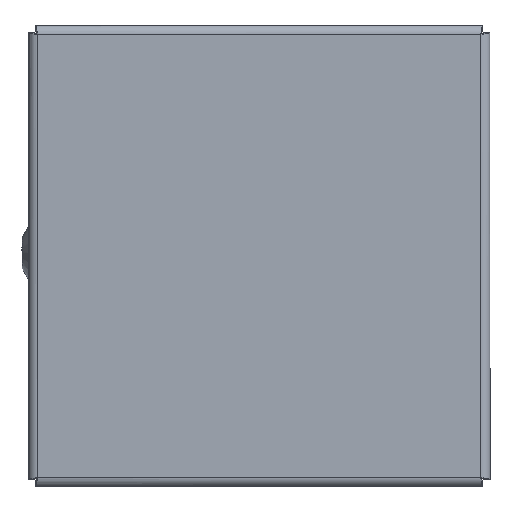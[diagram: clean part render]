
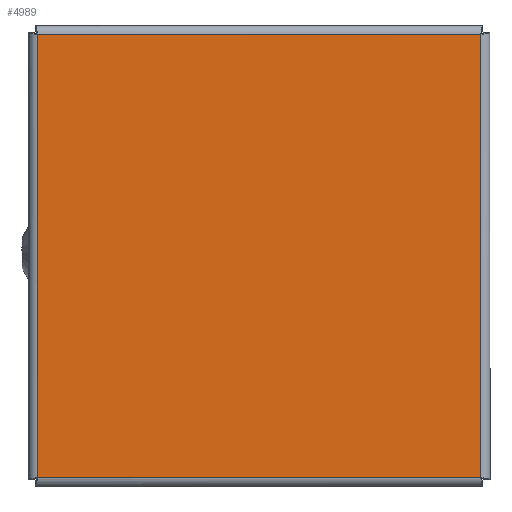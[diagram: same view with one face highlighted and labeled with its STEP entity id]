
A CAD part, left-side view. The second image highlights one B-rep face of the part: STEP entity #4989.
In plain terms, the highlighted face is planar.
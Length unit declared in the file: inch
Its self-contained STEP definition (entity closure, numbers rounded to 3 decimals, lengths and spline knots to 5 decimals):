
#307=PLANE($,#5286);
#712=FACE_OUTER_BOUND($,#1012,.T.);
#1012=EDGE_LOOP($,(#4168,#4169,#4170,#4171));
#1596=LINE($,#8897,#1995);
#1612=LINE($,#8999,#2011);
#1627=LINE($,#9099,#2026);
#1642=LINE($,#9198,#2041);
#1995=VECTOR($,#6116,4.4385);
#2011=VECTOR($,#6146,4.4385);
#2026=VECTOR($,#6175,4.4385);
#2041=VECTOR($,#6204,4.4385);
#2349=VERTEX_POINT($,#8888);
#2350=VERTEX_POINT($,#8896);
#2361=VERTEX_POINT($,#8998);
#2371=VERTEX_POINT($,#9098);
#2935=EDGE_CURVE($,#2350,#2349,#1596,.T.);
#2955=EDGE_CURVE($,#2361,#2350,#1612,.T.);
#2974=EDGE_CURVE($,#2371,#2361,#1627,.T.);
#2993=EDGE_CURVE($,#2349,#2371,#1642,.T.);
#4168=ORIENTED_EDGE($,*,*,#2935,.T.);
#4169=ORIENTED_EDGE($,*,*,#2993,.T.);
#4170=ORIENTED_EDGE($,*,*,#2974,.T.);
#4171=ORIENTED_EDGE($,*,*,#2955,.T.);
#4989=ADVANCED_FACE($,(#712),#307,.F.);
#5286=AXIS2_PLACEMENT_3D($,#9285,#6231,#6232);
#6116=DIRECTION($,(0.,1.,0.));
#6146=DIRECTION($,(-1.,0.,0.));
#6175=DIRECTION($,(0.,-1.,0.));
#6204=DIRECTION($,(1.,0.,0.));
#6231=DIRECTION('center_axis',(0.,0.,1.));
#6232=DIRECTION('ref_axis',(1.,0.,0.));
#8888=CARTESIAN_POINT('',(-1.90675,1.90675,0.));
#8896=CARTESIAN_POINT('',(-1.90675,-2.53175,0.));
#8897=CARTESIAN_POINT($,(-1.90675,-1.42213,0.));
#8998=CARTESIAN_POINT('',(2.53175,-2.53175,0.));
#8999=CARTESIAN_POINT($,(1.42213,-2.53175,0.));
#9098=CARTESIAN_POINT('',(2.53175,1.90675,0.));
#9099=CARTESIAN_POINT($,(2.53175,0.79713,0.));
#9198=CARTESIAN_POINT($,(-0.79713,1.90675,0.));
#9285=CARTESIAN_POINT('Origin',(0.3125,-0.3125,0.));
